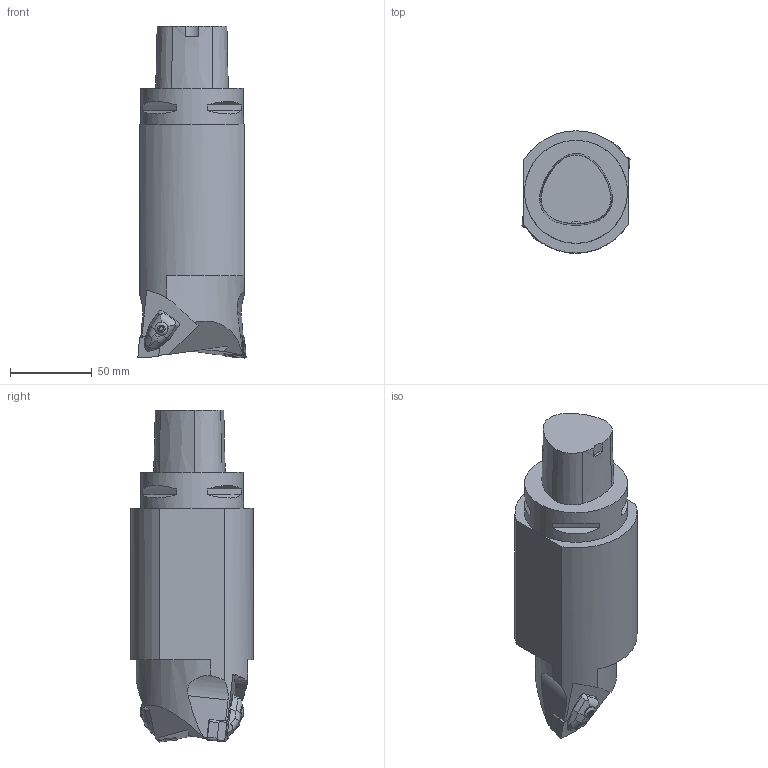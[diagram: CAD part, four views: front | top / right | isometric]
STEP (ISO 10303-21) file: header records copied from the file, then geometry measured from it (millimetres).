
FILE_DESCRIPTION(/* description */ (''),/* implementation_level */ '2;1');
FILE_NAME(/* name */ '1528185141950.stp',/* time_stamp */ '2018-06-05T09:52:28+02:00',/* author */ (''),/* organization */ ('SMS'),/* preprocessor_version */ 'ST-DEVELOPER v15',/* originating_system */ 'SIEMENS PLM Software NX 8.5',/* authorisation */ '');
FILE_SCHEMA (('AUTOMOTIVE_DESIGN { 1 0 10303 214 3 1 1 1 }'));
Length unit declared in the file: millimetre
Products named in the file (4): IsoTurningInsert; 201689790mod000_00; ASSEMBLY_CONSTRUCTION; 201689788mod000_00
Assembly tree (4 placements, depth 2):
  201689788mod000_00
    ASSEMBLY_CONSTRUCTION
    201689790mod000_00
    IsoTurningInsert  x2
Bounding box: 66.1 x 74.8 x 203.01 mm (x, y, z)
Volume: 621400.3 mm3; surface area: 49798.3 mm2
Topology: 3 solids, 3 shells, 210 faces, 578 edges, 388 vertices
Faces by surface type: plane 108, cylinder 76, cone 24, sphere 2
Full cylindrical faces by diameter (mm): 5.156 x2, 8 x2, 63 x1
Entity records: 6749 total; most frequent: CARTESIAN_POINT 1505, DIRECTION 1087, ORIENTED_EDGE 1078, EDGE_CURVE 539, AXIS2_PLACEMENT_3D 400, VERTEX_POINT 358, LINE 287, VECTOR 287
